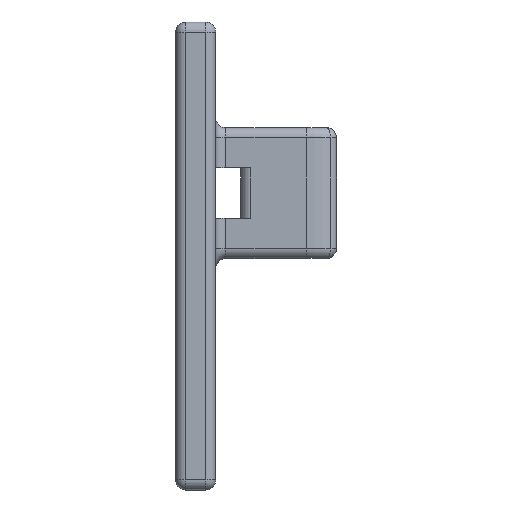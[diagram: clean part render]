
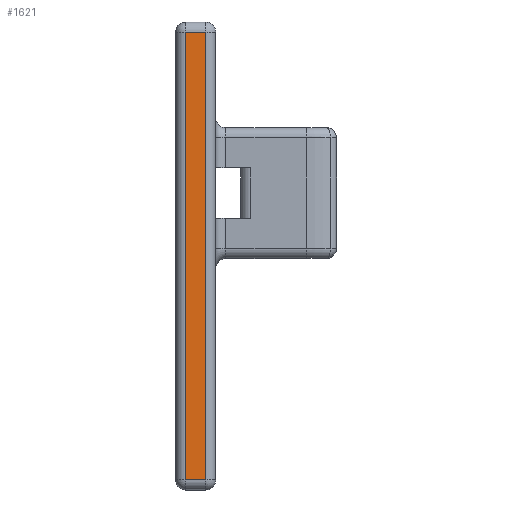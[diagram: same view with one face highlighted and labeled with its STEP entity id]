
A CAD part, left-side view. The second image highlights one B-rep face of the part: STEP entity #1621.
In plain terms, the highlighted planar face has unit normal (-1, 0, 0).
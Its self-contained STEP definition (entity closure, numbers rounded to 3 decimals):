
#67=PLANE('',#1793);
#113=FACE_OUTER_BOUND('',#235,.T.);
#235=EDGE_LOOP('',(#1199,#1200,#1201,#1202));
#331=LINE('',#2654,#439);
#334=LINE('',#2658,#442);
#342=LINE('',#2670,#450);
#344=LINE('',#2673,#452);
#439=VECTOR('',#2077,10.);
#442=VECTOR('',#2082,10.);
#450=VECTOR('',#2098,10.);
#452=VECTOR('',#2102,10.);
#679=VERTEX_POINT('',#2586);
#681=VERTEX_POINT('',#2591);
#683=VERTEX_POINT('',#2597);
#693=VERTEX_POINT('',#2619);
#859=EDGE_CURVE('',#683,#693,#331,.T.);
#862=EDGE_CURVE('',#693,#681,#334,.T.);
#870=EDGE_CURVE('',#679,#683,#342,.T.);
#872=EDGE_CURVE('',#681,#679,#344,.T.);
#1199=ORIENTED_EDGE('',*,*,#859,.F.);
#1200=ORIENTED_EDGE('',*,*,#870,.F.);
#1201=ORIENTED_EDGE('',*,*,#872,.F.);
#1202=ORIENTED_EDGE('',*,*,#862,.F.);
#1621=ADVANCED_FACE('',(#113),#67,.T.);
#1793=AXIS2_PLACEMENT_3D('',#2754,#2171,#2172);
#2077=DIRECTION('',(0.,-1.,0.));
#2082=DIRECTION('',(0.,0.,-1.));
#2098=DIRECTION('',(0.,0.,1.));
#2102=DIRECTION('',(0.,1.,0.));
#2171=DIRECTION('center_axis',(-1.,0.,0.));
#2172=DIRECTION('ref_axis',(0.,0.,1.));
#2586=CARTESIAN_POINT('',(0.,3.,1.));
#2591=CARTESIAN_POINT('',(0.,1.,1.));
#2597=CARTESIAN_POINT('',(0.,3.,45.5));
#2619=CARTESIAN_POINT('',(0.,1.,45.5));
#2654=CARTESIAN_POINT('',(0.,0.,45.5));
#2658=CARTESIAN_POINT('',(0.,1.,11.625));
#2670=CARTESIAN_POINT('',(0.,3.,11.625));
#2673=CARTESIAN_POINT('',(0.,0.,1.));
#2754=CARTESIAN_POINT('Origin',(0.,0.,0.));
